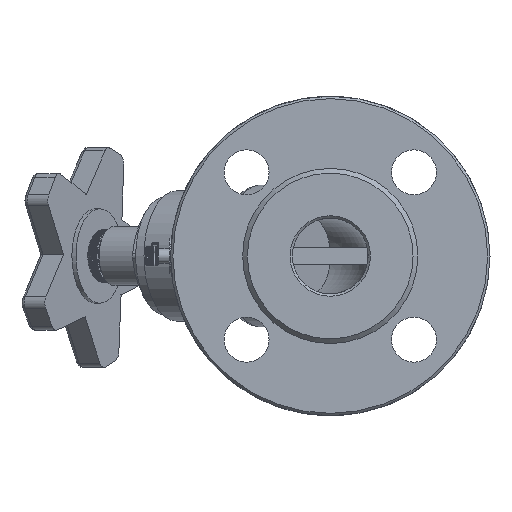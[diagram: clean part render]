
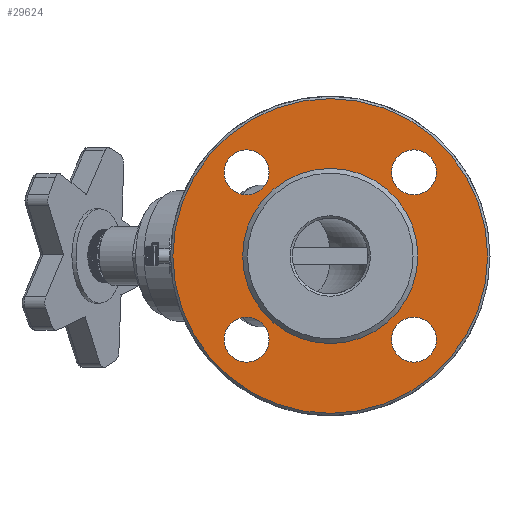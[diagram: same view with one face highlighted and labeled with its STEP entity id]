
A CAD part, left-side view. The second image highlights one B-rep face of the part: STEP entity #29624.
In plain terms, the highlighted planar face has unit normal (-1, 0, 0).
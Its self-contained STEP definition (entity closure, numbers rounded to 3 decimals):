
#380=FACE_BOUND('',#3692,.T.);
#381=FACE_BOUND('',#3693,.T.);
#382=FACE_BOUND('',#3694,.T.);
#383=FACE_BOUND('',#3695,.T.);
#384=FACE_BOUND('',#3696,.T.);
#2000=FACE_OUTER_BOUND('',#3691,.T.);
#3691=EDGE_LOOP('',(#23113));
#3692=EDGE_LOOP('',(#23114));
#3693=EDGE_LOOP('',(#23115));
#3694=EDGE_LOOP('',(#23116));
#3695=EDGE_LOOP('',(#23117));
#3696=EDGE_LOOP('',(#23118));
#5092=CIRCLE('',#32167,66.5);
#5093=CIRCLE('',#32169,37.);
#5094=CIRCLE('',#32170,9.5);
#5095=CIRCLE('',#32171,9.5);
#5096=CIRCLE('',#32172,9.5);
#5097=CIRCLE('',#32173,9.5);
#12495=VERTEX_POINT('',#49285);
#12496=VERTEX_POINT('',#49289);
#12497=VERTEX_POINT('',#49291);
#12498=VERTEX_POINT('',#49293);
#12499=VERTEX_POINT('',#49295);
#12500=VERTEX_POINT('',#49297);
#16079=EDGE_CURVE('',#12495,#12495,#5092,.T.);
#16080=EDGE_CURVE('',#12496,#12496,#5093,.T.);
#16081=EDGE_CURVE('',#12497,#12497,#5094,.T.);
#16082=EDGE_CURVE('',#12498,#12498,#5095,.T.);
#16083=EDGE_CURVE('',#12499,#12499,#5096,.T.);
#16084=EDGE_CURVE('',#12500,#12500,#5097,.T.);
#23113=ORIENTED_EDGE('',*,*,#16079,.F.);
#23114=ORIENTED_EDGE('',*,*,#16080,.F.);
#23115=ORIENTED_EDGE('',*,*,#16081,.F.);
#23116=ORIENTED_EDGE('',*,*,#16082,.F.);
#23117=ORIENTED_EDGE('',*,*,#16083,.F.);
#23118=ORIENTED_EDGE('',*,*,#16084,.F.);
#26437=PLANE('',#32168);
#29624=ADVANCED_FACE('',(#2000,#380,#381,#382,#383,#384),#26437,.F.);
#32167=AXIS2_PLACEMENT_3D('',#49287,#38516,#38517);
#32168=AXIS2_PLACEMENT_3D('',#49288,#38518,#38519);
#32169=AXIS2_PLACEMENT_3D('',#49290,#38520,#38521);
#32170=AXIS2_PLACEMENT_3D('',#49292,#38522,#38523);
#32171=AXIS2_PLACEMENT_3D('',#49294,#38524,#38525);
#32172=AXIS2_PLACEMENT_3D('',#49296,#38526,#38527);
#32173=AXIS2_PLACEMENT_3D('',#49298,#38528,#38529);
#38516=DIRECTION('center_axis',(1.,0.,0.));
#38517=DIRECTION('ref_axis',(0.,-1.,0.));
#38518=DIRECTION('center_axis',(1.,0.,0.));
#38519=DIRECTION('ref_axis',(0.,0.,-1.));
#38520=DIRECTION('center_axis',(-1.,0.,0.));
#38521=DIRECTION('ref_axis',(0.,0.,-1.));
#38522=DIRECTION('center_axis',(-1.,0.,0.));
#38523=DIRECTION('ref_axis',(0.,-1.,0.));
#38524=DIRECTION('center_axis',(-1.,0.,0.));
#38525=DIRECTION('ref_axis',(0.,-1.,0.));
#38526=DIRECTION('center_axis',(-1.,0.,0.));
#38527=DIRECTION('ref_axis',(0.,-1.,0.));
#38528=DIRECTION('center_axis',(-1.,0.,0.));
#38529=DIRECTION('ref_axis',(0.,-1.,0.));
#49285=CARTESIAN_POINT('',(0.,66.5,0.));
#49287=CARTESIAN_POINT('Origin',(0.,0.,0.));
#49288=CARTESIAN_POINT('Origin',(0.,0.,0.));
#49289=CARTESIAN_POINT('',(0.,0.,37.));
#49290=CARTESIAN_POINT('Origin',(0.,0.,0.));
#49291=CARTESIAN_POINT('',(0.,44.855,35.355));
#49292=CARTESIAN_POINT('Origin',(0.,35.355,35.355));
#49293=CARTESIAN_POINT('',(0.,-25.855,35.355));
#49294=CARTESIAN_POINT('Origin',(0.,-35.355,35.355));
#49295=CARTESIAN_POINT('',(0.,-25.855,-35.355));
#49296=CARTESIAN_POINT('Origin',(0.,-35.355,-35.355));
#49297=CARTESIAN_POINT('',(0.,44.855,-35.355));
#49298=CARTESIAN_POINT('Origin',(0.,35.355,-35.355));
